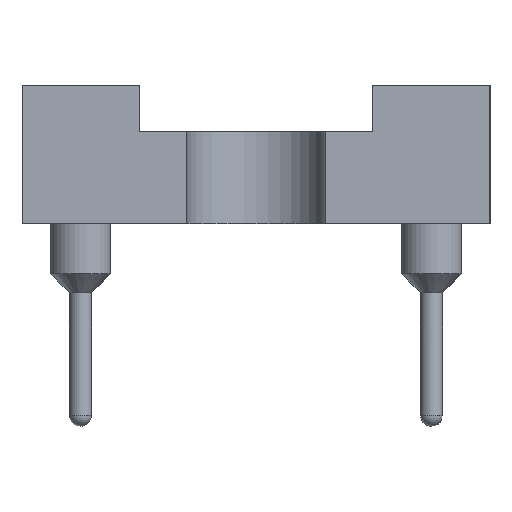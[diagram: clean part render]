
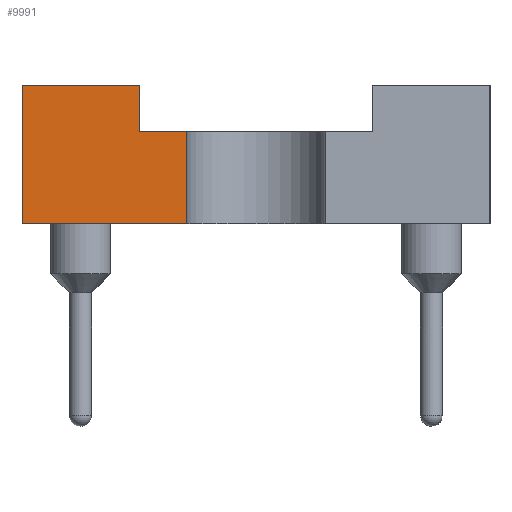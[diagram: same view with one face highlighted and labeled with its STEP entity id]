
A CAD part, left-side view. The second image highlights one B-rep face of the part: STEP entity #9991.
In plain terms, the highlighted face is planar.
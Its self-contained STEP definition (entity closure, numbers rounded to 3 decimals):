
#9991=ADVANCED_FACE('',(#18825),#18827,.T.);
#18825=FACE_BOUND('',#18826,.T.);
#18826=EDGE_LOOP('',(#23663,#23664,#23665,#23666,#23667,#23668));
#18827=PLANE('',#18828);
#18828=AXIS2_PLACEMENT_3D('',#18829,#18830,#18831);
#18829=CARTESIAN_POINT('',(-1.27,7.62,0.));
#18830=DIRECTION('',(1.,0.,0.));
#18831=DIRECTION('',(0.,1.,0.));
#23663=ORIENTED_EDGE('',*,*,#25913,.F.);
#23664=ORIENTED_EDGE('',*,*,#25849,.F.);
#23665=ORIENTED_EDGE('',*,*,#25914,.T.);
#23666=ORIENTED_EDGE('',*,*,#25915,.F.);
#23667=ORIENTED_EDGE('',*,*,#25898,.F.);
#23668=ORIENTED_EDGE('',*,*,#25916,.F.);
#25849=EDGE_CURVE('',#29207,#29208,#29209,.T.);
#25898=EDGE_CURVE('',#29302,#29304,#29305,.T.);
#25913=EDGE_CURVE('',#29208,#29329,#29330,.T.);
#25914=EDGE_CURVE('',#29207,#29331,#29332,.T.);
#25915=EDGE_CURVE('',#29304,#29331,#29333,.T.);
#25916=EDGE_CURVE('',#29329,#29302,#29334,.T.);
#29207=VERTEX_POINT('',#41645);
#29208=VERTEX_POINT('',#41646);
#29209=LINE('',#41647,#41648);
#29302=VERTEX_POINT('',#41865);
#29304=VERTEX_POINT('',#41869);
#29305=LINE('',#41870,#41871);
#29329=VERTEX_POINT('',#41924);
#29330=LINE('',#41925,#41926);
#29331=VERTEX_POINT('',#41928);
#29332=LINE('',#41929,#41930);
#29333=LINE('',#41932,#41933);
#29334=LINE('',#41935,#41936);
#41645=CARTESIAN_POINT('',(-1.27,5.31,1.5));
#41646=CARTESIAN_POINT('',(-1.27,8.89,1.5));
#41647=CARTESIAN_POINT('',(-1.27,5.31,1.5));
#41648=VECTOR('',#41649,1.);
#41649=DIRECTION('',(0.,1.,0.));
#41865=CARTESIAN_POINT('',(-1.27,6.35,4.5));
#41869=CARTESIAN_POINT('',(-1.27,6.35,3.5));
#41870=CARTESIAN_POINT('',(-1.27,6.35,4.5));
#41871=VECTOR('',#41872,1.);
#41872=DIRECTION('',(0.,0.,-1.));
#41924=CARTESIAN_POINT('',(-1.27,8.89,4.5));
#41925=CARTESIAN_POINT('',(-1.27,8.89,1.5));
#41926=VECTOR('',#41927,1.);
#41927=DIRECTION('',(0.,0.,1.));
#41928=CARTESIAN_POINT('',(-1.27,5.31,3.5));
#41929=CARTESIAN_POINT('',(-1.27,5.31,1.5));
#41930=VECTOR('',#41931,1.);
#41931=DIRECTION('',(0.,0.,1.));
#41932=CARTESIAN_POINT('',(-1.27,6.35,3.5));
#41933=VECTOR('',#41934,1.);
#41934=DIRECTION('',(0.,-1.,0.));
#41935=CARTESIAN_POINT('',(-1.27,8.89,4.5));
#41936=VECTOR('',#41937,1.);
#41937=DIRECTION('',(0.,-1.,0.));
